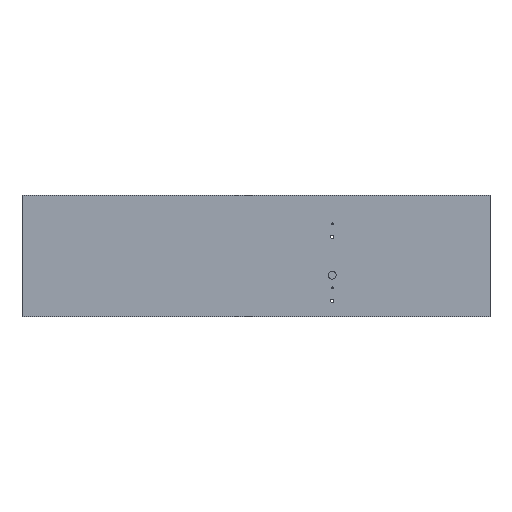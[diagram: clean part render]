
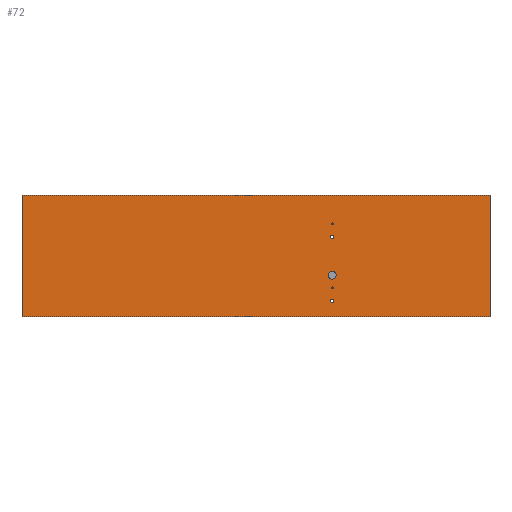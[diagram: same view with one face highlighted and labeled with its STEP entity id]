
A CAD part, top view. The second image highlights one B-rep face of the part: STEP entity #72.
In plain terms, the highlighted planar face has unit normal (0, 0, 1).
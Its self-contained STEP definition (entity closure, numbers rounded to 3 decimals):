
#72=ADVANCED_FACE('',(#174,#175,#176,#177,#178,#179),#180,.T.);
#174=FACE_BOUND('',#317,.T.);
#175=FACE_BOUND('',#318,.T.);
#176=FACE_BOUND('',#319,.T.);
#177=FACE_BOUND('',#320,.T.);
#178=FACE_BOUND('',#321,.T.);
#179=FACE_OUTER_BOUND('',#322,.T.);
#180=PLANE('',#323);
#317=EDGE_LOOP('',(#474));
#318=EDGE_LOOP('',(#475));
#319=EDGE_LOOP('',(#476));
#320=EDGE_LOOP('',(#477));
#321=EDGE_LOOP('',(#478));
#322=EDGE_LOOP('',(#479,#480,#481,#482));
#323=AXIS2_PLACEMENT_3D('',#483,#484,#485);
#474=ORIENTED_EDGE('',*,*,#685,.T.);
#475=ORIENTED_EDGE('',*,*,#686,.F.);
#476=ORIENTED_EDGE('',*,*,#687,.F.);
#477=ORIENTED_EDGE('',*,*,#688,.F.);
#478=ORIENTED_EDGE('',*,*,#689,.F.);
#479=ORIENTED_EDGE('',*,*,#666,.F.);
#480=ORIENTED_EDGE('',*,*,#680,.F.);
#481=ORIENTED_EDGE('',*,*,#690,.F.);
#482=ORIENTED_EDGE('',*,*,#683,.F.);
#483=CARTESIAN_POINT('',(97.5,18.0,766.5));
#484=DIRECTION('',(0.0,0.0,1.0));
#485=DIRECTION('',(-1.0,0.0,0.0));
#666=EDGE_CURVE('',#755,#756,#757,.T.);
#680=EDGE_CURVE('',#778,#755,#780,.T.);
#683=EDGE_CURVE('',#756,#782,#784,.T.);
#685=EDGE_CURVE('',#786,#786,#787,.T.);
#686=EDGE_CURVE('',#788,#788,#789,.T.);
#687=EDGE_CURVE('',#790,#790,#791,.T.);
#688=EDGE_CURVE('',#792,#792,#793,.T.);
#689=EDGE_CURVE('',#794,#794,#795,.T.);
#690=EDGE_CURVE('',#782,#778,#796,.T.);
#755=VERTEX_POINT('',#881);
#756=VERTEX_POINT('',#882);
#757=LINE('',#883,#884);
#778=VERTEX_POINT('',#911);
#780=LINE('',#914,#915);
#782=VERTEX_POINT('',#917);
#784=LINE('',#920,#921);
#786=VERTEX_POINT('',#923);
#787=CIRCLE('',#924,10.0);
#788=VERTEX_POINT('',#925);
#789=CIRCLE('',#926,4.0);
#790=VERTEX_POINT('',#927);
#791=CIRCLE('',#928,4.0);
#792=VERTEX_POINT('',#929);
#793=CIRCLE('',#930,2.5);
#794=VERTEX_POINT('',#931);
#795=CIRCLE('',#932,2.5);
#796=LINE('',#933,#934);
#881=CARTESIAN_POINT('',(682.5,170.0,766.5));
#882=CARTESIAN_POINT('',(682.5,-134.0,766.5));
#883=CARTESIAN_POINT('',(682.5,18.0,766.5));
#884=VECTOR('',#1033,1.0);
#911=CARTESIAN_POINT('',(-487.5,170.0,766.5));
#914=CARTESIAN_POINT('',(97.5,170.0,766.5));
#915=VECTOR('',#1053,1.0);
#917=CARTESIAN_POINT('',(-487.5,-134.0,766.5));
#920=CARTESIAN_POINT('',(97.5,-134.0,766.5));
#921=VECTOR('',#1055,1.0);
#923=CARTESIAN_POINT('',(278.0,-30.0,766.5));
#924=AXIS2_PLACEMENT_3D('',#1056,#1057,#1058);
#925=CARTESIAN_POINT('',(292.0,66.0,766.5));
#926=AXIS2_PLACEMENT_3D('',#1059,#1060,#1061);
#927=CARTESIAN_POINT('',(292.0,-94.0,766.5));
#928=AXIS2_PLACEMENT_3D('',#1062,#1063,#1064);
#929=CARTESIAN_POINT('',(290.5,98.0,766.5));
#930=AXIS2_PLACEMENT_3D('',#1065,#1066,#1067);
#931=CARTESIAN_POINT('',(290.5,-62.0,766.5));
#932=AXIS2_PLACEMENT_3D('',#1068,#1069,#1070);
#933=CARTESIAN_POINT('',(-487.5,18.0,766.5));
#934=VECTOR('',#1071,1.0);
#1033=DIRECTION('',(0.0,-1.0,0.0));
#1053=DIRECTION('',(1.0,0.0,0.0));
#1055=DIRECTION('',(-1.0,0.0,0.0));
#1056=CARTESIAN_POINT('',(288.0,-30.0,766.5));
#1057=DIRECTION('',(0.0,0.0,-1.0));
#1058=DIRECTION('',(-1.0,0.0,0.0));
#1059=CARTESIAN_POINT('',(288.0,66.0,766.5));
#1060=DIRECTION('',(0.0,0.0,1.0));
#1061=DIRECTION('',(1.0,0.0,0.0));
#1062=CARTESIAN_POINT('',(288.0,-94.0,766.5));
#1063=DIRECTION('',(0.0,0.0,1.0));
#1064=DIRECTION('',(1.0,0.0,0.0));
#1065=CARTESIAN_POINT('',(288.0,98.0,766.5));
#1066=DIRECTION('',(0.0,0.0,1.0));
#1067=DIRECTION('',(1.0,0.0,0.0));
#1068=CARTESIAN_POINT('',(288.0,-62.0,766.5));
#1069=DIRECTION('',(0.0,0.0,1.0));
#1070=DIRECTION('',(1.0,0.0,0.0));
#1071=DIRECTION('',(0.0,1.0,0.0));
